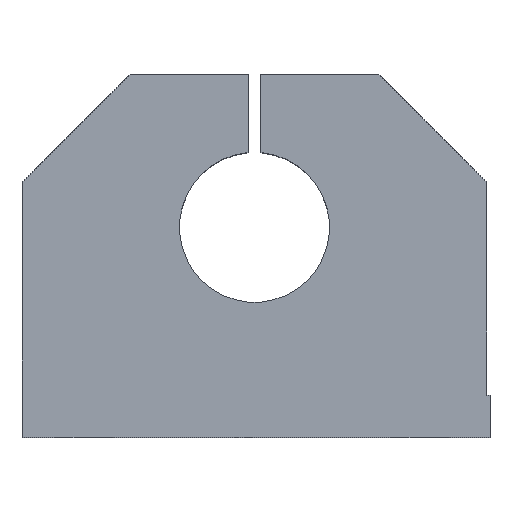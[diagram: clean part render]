
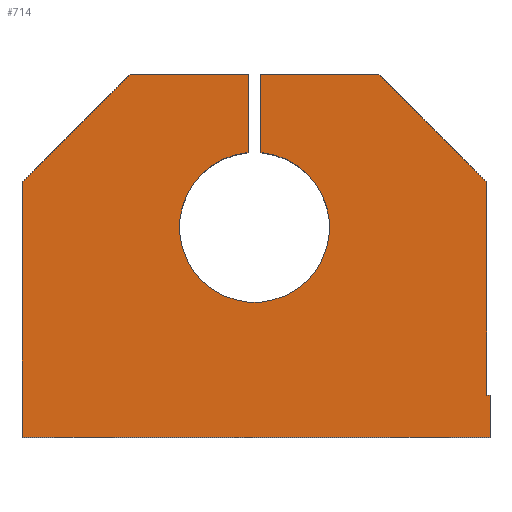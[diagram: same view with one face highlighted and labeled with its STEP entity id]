
A CAD part, top view. The second image highlights one B-rep face of the part: STEP entity #714.
In plain terms, the highlighted planar face has unit normal (0, 0, 1).
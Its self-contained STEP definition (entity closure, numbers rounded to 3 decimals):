
#66=CIRCLE('',#797,12.5);
#108=FACE_OUTER_BOUND('',#158,.T.);
#158=EDGE_LOOP('',(#633,#634,#635,#636,#637,#638,#639,#640,#641,#642,#643,
#644));
#160=LINE('',#1009,#225);
#165=LINE('',#1018,#230);
#198=LINE('',#1232,#263);
#201=LINE('',#1238,#266);
#205=LINE('',#1246,#270);
#215=LINE('',#1265,#280);
#217=LINE('',#1269,#282);
#218=LINE('',#1272,#283);
#221=LINE('',#1279,#286);
#222=LINE('',#1281,#287);
#223=LINE('',#1283,#288);
#225=VECTOR('',#807,10.);
#230=VECTOR('',#814,10.);
#263=VECTOR('',#951,10.);
#266=VECTOR('',#956,10.);
#270=VECTOR('',#962,10.);
#280=VECTOR('',#978,10.);
#282=VECTOR('',#982,10.);
#283=VECTOR('',#985,10.);
#286=VECTOR('',#994,10.);
#287=VECTOR('',#997,10.);
#288=VECTOR('',#1000,10.);
#289=VERTEX_POINT('',#1005);
#291=VERTEX_POINT('',#1008);
#293=VERTEX_POINT('',#1014);
#338=VERTEX_POINT('',#1229);
#339=VERTEX_POINT('',#1231);
#340=VERTEX_POINT('',#1235);
#341=VERTEX_POINT('',#1237);
#344=VERTEX_POINT('',#1245);
#350=VERTEX_POINT('',#1263);
#351=VERTEX_POINT('',#1267);
#352=VERTEX_POINT('',#1271);
#353=VERTEX_POINT('',#1275);
#355=EDGE_CURVE('',#289,#291,#160,.T.);
#360=EDGE_CURVE('',#291,#293,#165,.T.);
#423=EDGE_CURVE('',#338,#339,#198,.T.);
#426=EDGE_CURVE('',#340,#341,#201,.T.);
#430=EDGE_CURVE('',#339,#344,#205,.T.);
#441=EDGE_CURVE('',#350,#340,#215,.T.);
#443=EDGE_CURVE('',#351,#350,#217,.T.);
#444=EDGE_CURVE('',#341,#352,#218,.T.);
#446=EDGE_CURVE('',#352,#353,#66,.T.);
#448=EDGE_CURVE('',#353,#338,#221,.T.);
#449=EDGE_CURVE('',#344,#289,#222,.T.);
#450=EDGE_CURVE('',#293,#351,#223,.T.);
#633=ORIENTED_EDGE('',*,*,#430,.F.);
#634=ORIENTED_EDGE('',*,*,#423,.F.);
#635=ORIENTED_EDGE('',*,*,#448,.F.);
#636=ORIENTED_EDGE('',*,*,#446,.F.);
#637=ORIENTED_EDGE('',*,*,#444,.F.);
#638=ORIENTED_EDGE('',*,*,#426,.F.);
#639=ORIENTED_EDGE('',*,*,#441,.F.);
#640=ORIENTED_EDGE('',*,*,#443,.F.);
#641=ORIENTED_EDGE('',*,*,#450,.F.);
#642=ORIENTED_EDGE('',*,*,#360,.F.);
#643=ORIENTED_EDGE('',*,*,#355,.F.);
#644=ORIENTED_EDGE('',*,*,#449,.F.);
#673=PLANE('',#801);
#714=ADVANCED_FACE('',(#108),#673,.T.);
#797=AXIS2_PLACEMENT_3D('',#1276,#989,#990);
#801=AXIS2_PLACEMENT_3D('',#1284,#1001,#1002);
#807=DIRECTION('',(1.,0.,0.));
#814=DIRECTION('',(0.,-1.,0.));
#951=DIRECTION('',(1.,0.,0.));
#956=DIRECTION('',(1.,0.,0.));
#962=DIRECTION('',(0.707,-0.707,0.));
#978=DIRECTION('',(0.707,0.707,0.));
#982=DIRECTION('',(0.,1.,0.));
#985=DIRECTION('',(0.,-1.,0.));
#989=DIRECTION('center_axis',(0.,0.,1.));
#990=DIRECTION('ref_axis',(0.086,-0.996,0.));
#994=DIRECTION('',(0.,1.,0.));
#997=DIRECTION('',(0.,-1.,0.));
#1000=DIRECTION('',(-1.,0.,0.));
#1001=DIRECTION('center_axis',(0.,0.,1.));
#1002=DIRECTION('ref_axis',(1.,0.,0.));
#1005=CARTESIAN_POINT('',(38.75,-23.25,19.));
#1008=CARTESIAN_POINT('',(39.25,-23.25,19.));
#1009=CARTESIAN_POINT('',(38.75,-23.25,19.));
#1014=CARTESIAN_POINT('',(39.25,-30.25,19.));
#1018=CARTESIAN_POINT('',(39.25,-23.25,19.));
#1229=CARTESIAN_POINT('',(1.075,30.25,19.));
#1231=CARTESIAN_POINT('',(20.75,30.25,19.));
#1232=CARTESIAN_POINT('',(38.75,30.25,19.));
#1235=CARTESIAN_POINT('',(-20.75,30.25,19.));
#1237=CARTESIAN_POINT('',(-1.075,30.25,19.));
#1238=CARTESIAN_POINT('',(-1.075,30.25,19.));
#1245=CARTESIAN_POINT('',(38.75,12.25,19.));
#1246=CARTESIAN_POINT('',(26.974,24.026,19.));
#1263=CARTESIAN_POINT('',(-38.75,12.25,19.));
#1265=CARTESIAN_POINT('',(-26.974,24.026,19.));
#1267=CARTESIAN_POINT('',(-38.75,-30.25,19.));
#1269=CARTESIAN_POINT('',(-38.75,30.25,19.));
#1271=CARTESIAN_POINT('',(-1.075,17.204,19.));
#1272=CARTESIAN_POINT('',(-1.075,17.204,19.));
#1275=CARTESIAN_POINT('',(1.075,17.204,19.));
#1276=CARTESIAN_POINT('Origin',(0.,4.75,19.));
#1279=CARTESIAN_POINT('',(1.075,30.25,19.));
#1281=CARTESIAN_POINT('',(38.75,-30.25,19.));
#1283=CARTESIAN_POINT('',(-38.75,-30.25,19.));
#1284=CARTESIAN_POINT('Origin',(0.,2.603,19.));
